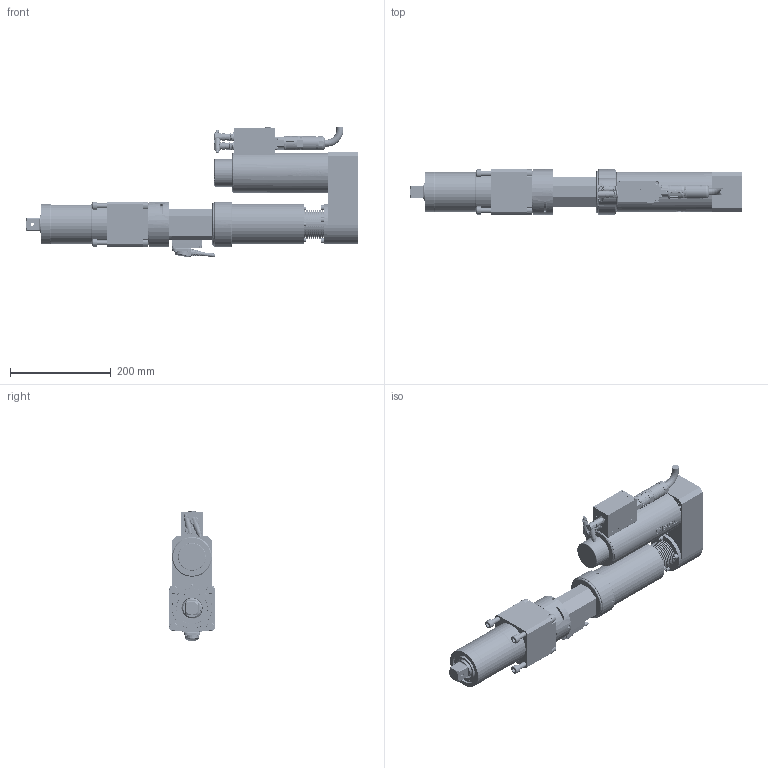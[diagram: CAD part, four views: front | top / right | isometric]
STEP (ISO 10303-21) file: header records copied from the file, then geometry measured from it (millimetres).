
FILE_DESCRIPTION(/* description */ (''),/* implementation_level */ '2;1');
FILE_NAME(/* name */ '4BDU660T1S-A_IAM_001.iam.step',/* time_stamp */ '2021-08-11T07:23:06+02:00',/* author */ ('cideon'),/* organization */ (''),/* preprocessor_version */ 'ST-DEVELOPER v17.2',/* originating_system */ 'Autodesk Inventor 2019',/* authorisation */ '');
FILE_SCHEMA (('AUTOMOTIVE_DESIGN { 1 0 10303 214 3 1 1 }'));
Products named in the file (1): Bauteil3
Bounding box: 660.1 x 91.49 x 259.76 mm (x, y, z)
Volume: 3600472.1 mm3; surface area: 683346 mm2
Topology: 3 solids, 12 shells, 5849 faces, 16670 edges, 11012 vertices
Faces by surface type: plane 3368, cylinder 1489, cone 462, bspline 308, torus 208, sphere 14
Full cylindrical faces by diameter (mm): 0.434 x4, 0.6 x16, 1.4 x2, 1.6 x2, 1.7 x2, 1.83 x2, 2.1 x2, 2.5 x7, 3 x4, 3.2 x2, 3.3 x4, 3.85 x1, 4 x2, 4.02 x2, 5 x24, 5.1 x1, 5.5 x12, 5.9 x2, 6 x16, 6.3 x1, 6.6 x6, 6.7 x1, 6.8 x4, 7 x8, 7.3 x1, 8.5 x4, 8.7 x1, 9 x2, 10 x20, 11 x8
Entity records: 243738 total; most frequent: CARTESIAN_POINT 88742, ORIENTED_EDGE 33278, DIRECTION 30959, EDGE_CURVE 16648, AXIS2_PLACEMENT_3D 11530, VERTEX_POINT 11012, LINE 7899, VECTOR 7899
